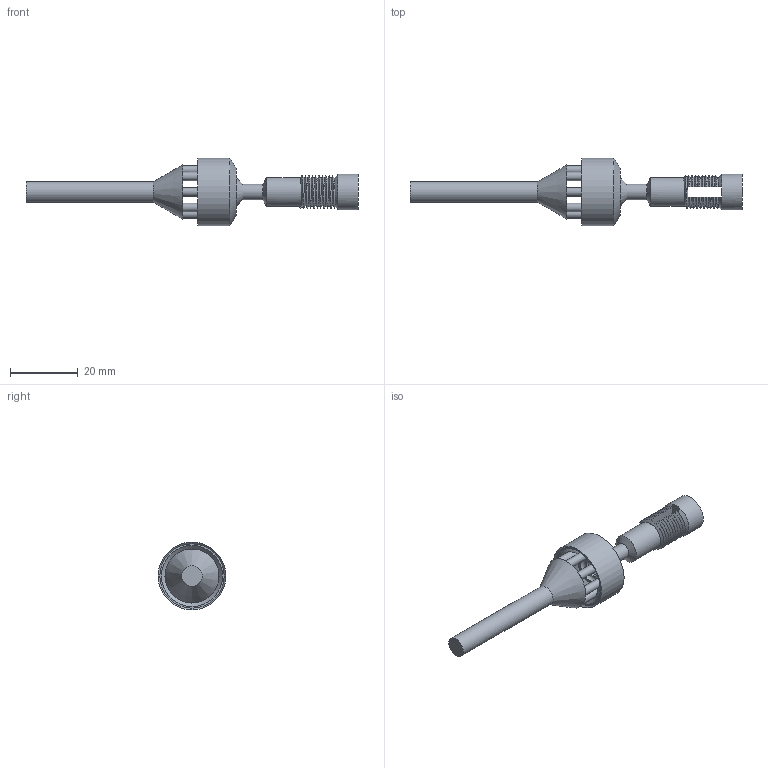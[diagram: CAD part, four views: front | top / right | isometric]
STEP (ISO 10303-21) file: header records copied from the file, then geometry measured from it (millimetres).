
FILE_DESCRIPTION(('STEP AP203'), '1');
FILE_NAME('profile', '', ('UNSPECIFIED'), ('UNSPECIFIED'), 'ASCON STEP Converter 1.6', 'ASCON Math Kernel', '');
FILE_SCHEMA(('CONFIG_CONTROL_DESIGN'));
Length unit declared in the file: millimetre
Bounding box: 98.04 x 20 x 20 mm (x, y, z)
Volume: 6173.7 mm3; surface area: 4575.8 mm2
Topology: 1 solids, 1 shells, 132 faces, 375 edges, 247 vertices
Faces by surface type: bspline 74, cylinder 33, plane 11, cone 11, torus 3
Full cylindrical faces by diameter (mm): 2.5 x8, 4.5 x1, 4.968 x1, 6 x1, 8.5 x1, 10.5 x1, 20 x1
Entity records: 13314 total; most frequent: CARTESIAN_POINT 9491, ORIENTED_EDGE 680, EDGE_CURVE 340, DIRECTION 303, VERTEX_POINT 239, B_SPLINE_CURVE_WITH_KNOTS 188, EDGE_LOOP 175, COLOUR_RGB 133
